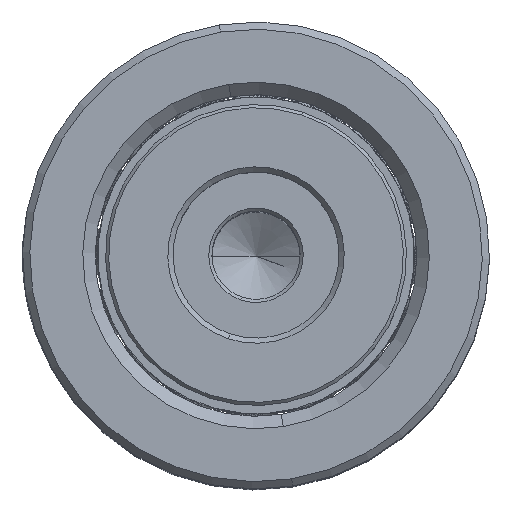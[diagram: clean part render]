
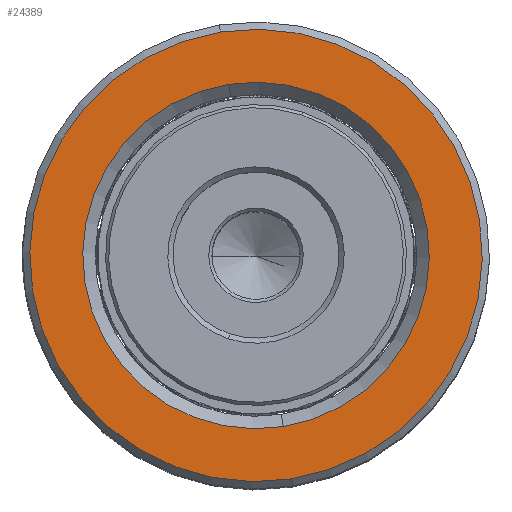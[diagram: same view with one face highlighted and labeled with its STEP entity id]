
A CAD part, top view. The second image highlights one B-rep face of the part: STEP entity #24389.
In plain terms, the highlighted planar face has unit normal (0, 0, 1).
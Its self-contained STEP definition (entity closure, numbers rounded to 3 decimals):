
#1279 = ORIENTED_EDGE ( 'NONE', *, *, #7114, .T. ) ;
#3623 = DIRECTION ( 'NONE',  ( 1., 0., 0. ) ) ;
#3824 = DIRECTION ( 'NONE',  ( 1., 0., 0. ) ) ;
#4476 = VERTEX_POINT ( 'NONE', #24124 ) ;
#4901 = CARTESIAN_POINT ( 'NONE',  ( 0., 0., 60. ) ) ;
#4912 = AXIS2_PLACEMENT_3D ( 'NONE', #4901, #7212, #22667 ) ;
#5838 = EDGE_CURVE ( 'NONE', #10267, #12420, #7682, .T. ) ;
#5992 = CARTESIAN_POINT ( 'NONE',  ( 21.8, 0., 60. ) ) ;
#7114 = EDGE_CURVE ( 'NONE', #13509, #4476, #13255, .T. ) ;
#7212 = DIRECTION ( 'NONE',  ( 0., 0., -1. ) ) ;
#7255 = DIRECTION ( 'NONE',  ( 1., 0., 0. ) ) ;
#7459 = CARTESIAN_POINT ( 'NONE',  ( 0., 0., 60. ) ) ;
#7682 = CIRCLE ( 'NONE', #31864, 21.8 ) ;
#8675 = FACE_OUTER_BOUND ( 'NONE', #24266, .T. ) ;
#10267 = VERTEX_POINT ( 'NONE', #30422 ) ;
#12420 = VERTEX_POINT ( 'NONE', #5992 ) ;
#13255 = CIRCLE ( 'NONE', #26564, 16.7 ) ;
#13509 = VERTEX_POINT ( 'NONE', #18491 ) ;
#14032 = CARTESIAN_POINT ( 'NONE',  ( 0., 0., 60. ) ) ;
#16521 = DIRECTION ( 'NONE',  ( 0., 0., 1. ) ) ;
#17400 = EDGE_CURVE ( 'NONE', #12420, #10267, #30308, .T. ) ;
#18491 = CARTESIAN_POINT ( 'NONE',  ( -16.7, 0., 60. ) ) ;
#21295 = AXIS2_PLACEMENT_3D ( 'NONE', #7459, #22482, #7255 ) ;
#21861 = DIRECTION ( 'NONE',  ( 1., 0., 0. ) ) ;
#21923 = EDGE_LOOP ( 'NONE', ( #22773, #1279 ) ) ;
#22195 = CIRCLE ( 'NONE', #4912, 16.7 ) ;
#22209 = AXIS2_PLACEMENT_3D ( 'NONE', #31477, #26483, #3623 ) ;
#22482 = DIRECTION ( 'NONE',  ( 0., 0., 1. ) ) ;
#22667 = DIRECTION ( 'NONE',  ( 1., 0., 0. ) ) ;
#22773 = ORIENTED_EDGE ( 'NONE', *, *, #25096, .T. ) ;
#24124 = CARTESIAN_POINT ( 'NONE',  ( 16.7, 0., 60. ) ) ;
#24266 = EDGE_LOOP ( 'NONE', ( #27080, #24278 ) ) ;
#24278 = ORIENTED_EDGE ( 'NONE', *, *, #17400, .T. ) ;
#24389 = ADVANCED_FACE ( 'NONE', ( #8675, #24996 ), #32667, .T. ) ;
#24996 = FACE_BOUND ( 'NONE', #21923, .T. ) ;
#25096 = EDGE_CURVE ( 'NONE', #4476, #13509, #22195, .T. ) ;
#26483 = DIRECTION ( 'NONE',  ( 0., 0., 1. ) ) ;
#26564 = AXIS2_PLACEMENT_3D ( 'NONE', #14032, #28788, #3824 ) ;
#27080 = ORIENTED_EDGE ( 'NONE', *, *, #5838, .T. ) ;
#28788 = DIRECTION ( 'NONE',  ( 0., 0., -1. ) ) ;
#30308 = CIRCLE ( 'NONE', #22209, 21.8 ) ;
#30422 = CARTESIAN_POINT ( 'NONE',  ( -21.8, 0., 60. ) ) ;
#31477 = CARTESIAN_POINT ( 'NONE',  ( 0., 0., 60. ) ) ;
#31736 = CARTESIAN_POINT ( 'NONE',  ( 0., 0., 60. ) ) ;
#31864 = AXIS2_PLACEMENT_3D ( 'NONE', #31736, #16521, #21861 ) ;
#32667 = PLANE ( 'NONE',  #21295 ) ;
